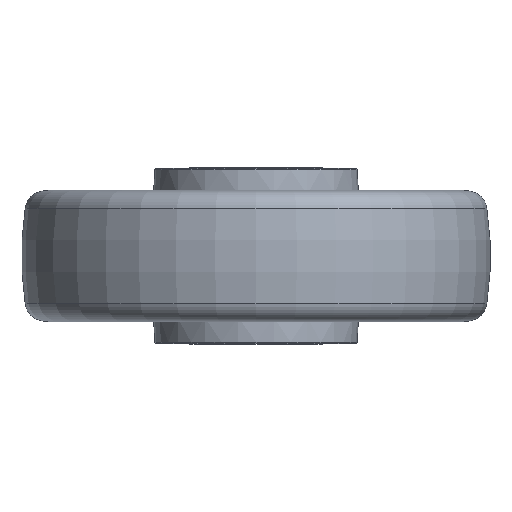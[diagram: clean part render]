
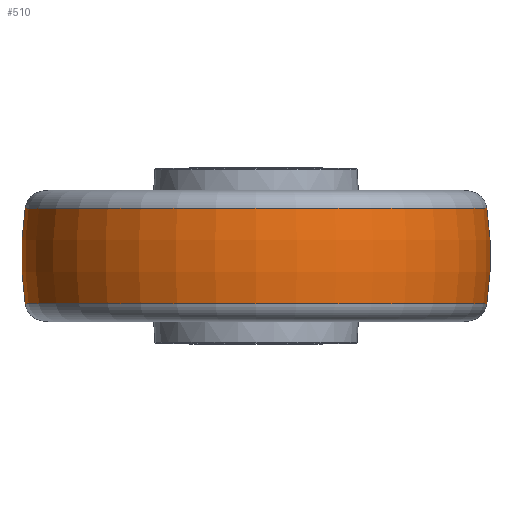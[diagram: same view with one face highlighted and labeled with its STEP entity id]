
A CAD part, front view. The second image highlights one B-rep face of the part: STEP entity #510.
In plain terms, the highlighted toroidal (fillet/blend) face has major radius 30 mm and minor radius 110 mm.
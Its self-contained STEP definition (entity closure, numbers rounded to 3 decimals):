
#116 = CIRCLE ( 'NONE', #5178, 110. ) ;
#213 = CARTESIAN_POINT ( 'NONE',  ( 46.82, 3.803, 0. ) ) ;
#244 = AXIS2_PLACEMENT_3D ( 'NONE', #5794, #5335, #918 ) ;
#384 = TOROIDAL_SURFACE ( 'NONE', #3164, -30., 110. ) ;
#427 = ORIENTED_EDGE ( 'NONE', *, *, #2993, .T. ) ;
#510 = ADVANCED_FACE ( 'NONE', ( #2885 ), #384, .T. ) ;
#605 = DIRECTION ( 'NONE',  ( -1., 0., 0. ) ) ;
#918 = DIRECTION ( 'NONE',  ( -1., 0., 0. ) ) ;
#926 = CARTESIAN_POINT ( 'NONE',  ( -31.967, 3.803, 16.289 ) ) ;
#946 = CARTESIAN_POINT ( 'NONE',  ( 125.608, 3.803, 16.289 ) ) ;
#1028 = ORIENTED_EDGE ( 'NONE', *, *, #2870, .T. ) ;
#1180 = CARTESIAN_POINT ( 'NONE',  ( 16.82, 3.803, 0. ) ) ;
#1385 = CARTESIAN_POINT ( 'NONE',  ( 46.82, 3.803, 16.289 ) ) ;
#1684 = DIRECTION ( 'NONE',  ( -1., 0., 0. ) ) ;
#1762 = DIRECTION ( 'NONE',  ( 1., 0., 0. ) ) ;
#2259 = VERTEX_POINT ( 'NONE', #3283 ) ;
#2343 = AXIS2_PLACEMENT_3D ( 'NONE', #1180, #4580, #1684 ) ;
#2422 = CARTESIAN_POINT ( 'NONE',  ( -31.967, 3.803, -16.289 ) ) ;
#2534 = CIRCLE ( 'NONE', #3256, 78.787 ) ;
#2870 = EDGE_CURVE ( 'NONE', #4942, #6122, #116, .T. ) ;
#2885 = FACE_OUTER_BOUND ( 'NONE', #5021, .T. ) ;
#2993 = EDGE_CURVE ( 'NONE', #3445, #4942, #2534, .T. ) ;
#3153 = DIRECTION ( 'NONE',  ( -1., 0., 0. ) ) ;
#3164 = AXIS2_PLACEMENT_3D ( 'NONE', #213, #3663, #3153 ) ;
#3230 = CARTESIAN_POINT ( 'NONE',  ( 76.82, 3.803, 0. ) ) ;
#3256 = AXIS2_PLACEMENT_3D ( 'NONE', #1385, #3378, #605 ) ;
#3283 = CARTESIAN_POINT ( 'NONE',  ( 125.608, 3.803, -16.289 ) ) ;
#3347 = ORIENTED_EDGE ( 'NONE', *, *, #6210, .F. ) ;
#3378 = DIRECTION ( 'NONE',  ( 0., 0., -1. ) ) ;
#3445 = VERTEX_POINT ( 'NONE', #946 ) ;
#3598 = ORIENTED_EDGE ( 'NONE', *, *, #5483, .F. ) ;
#3663 = DIRECTION ( 'NONE',  ( 0., 0., -1. ) ) ;
#4580 = DIRECTION ( 'NONE',  ( 0., 1., 0. ) ) ;
#4942 = VERTEX_POINT ( 'NONE', #926 ) ;
#5021 = EDGE_LOOP ( 'NONE', ( #3347, #427, #1028, #3598 ) ) ;
#5122 = CIRCLE ( 'NONE', #2343, 110. ) ;
#5178 = AXIS2_PLACEMENT_3D ( 'NONE', #3230, #6215, #1762 ) ;
#5335 = DIRECTION ( 'NONE',  ( 0., 0., -1. ) ) ;
#5483 = EDGE_CURVE ( 'NONE', #2259, #6122, #6036, .T. ) ;
#5794 = CARTESIAN_POINT ( 'NONE',  ( 46.82, 3.803, -16.289 ) ) ;
#6036 = CIRCLE ( 'NONE', #244, 78.787 ) ;
#6122 = VERTEX_POINT ( 'NONE', #2422 ) ;
#6210 = EDGE_CURVE ( 'NONE', #3445, #2259, #5122, .T. ) ;
#6215 = DIRECTION ( 'NONE',  ( 0., -1., 0. ) ) ;
